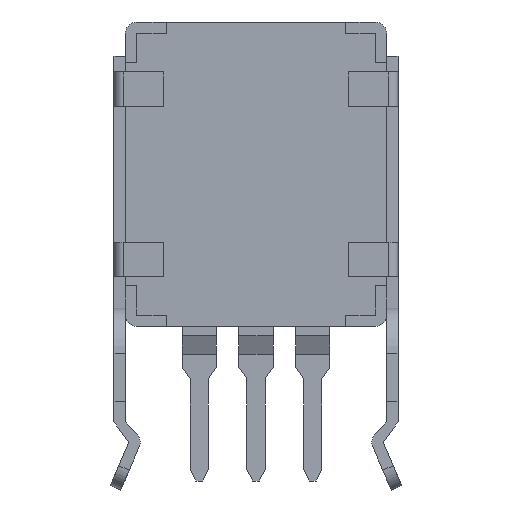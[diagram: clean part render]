
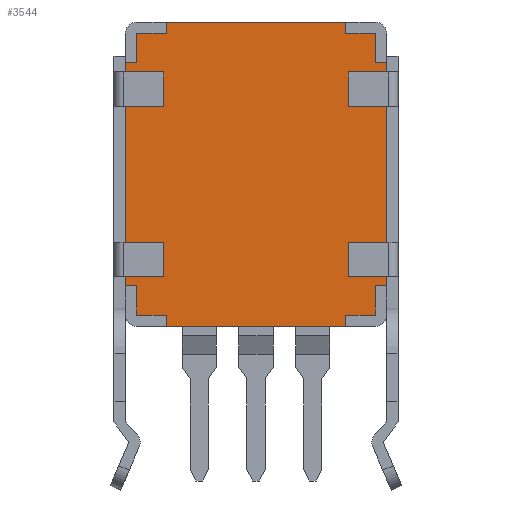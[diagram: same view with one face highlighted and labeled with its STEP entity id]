
A CAD part, front view. The second image highlights one B-rep face of the part: STEP entity #3544.
In plain terms, the highlighted planar face has unit normal (0, -1, 0).
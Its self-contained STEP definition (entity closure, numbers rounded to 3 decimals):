
#68=FACE_OUTER_BOUND('',#247,.T.);
#247=EDGE_LOOP('',(#2253,#2254,#2255,#2256,#2257,#2258,#2259,#2260,#2261,
#2262,#2263,#2264,#2265,#2266,#2267,#2268,#2269,#2270,#2271,#2272,#2273,
#2274,#2275,#2276,#2277,#2278,#2279,#2280,#2281,#2282,#2283,#2284,#2285,
#2286,#2287,#2288));
#506=LINE('',#4943,#935);
#509=LINE('',#4948,#938);
#511=LINE('',#4953,#940);
#517=LINE('',#4965,#946);
#521=LINE('',#4972,#950);
#526=LINE('',#4984,#955);
#528=LINE('',#4988,#957);
#529=LINE('',#4991,#958);
#535=LINE('',#5004,#964);
#536=LINE('',#5006,#965);
#537=LINE('',#5008,#966);
#538=LINE('',#5010,#967);
#539=LINE('',#5011,#968);
#540=LINE('',#5013,#969);
#541=LINE('',#5015,#970);
#542=LINE('',#5017,#971);
#543=LINE('',#5019,#972);
#544=LINE('',#5021,#973);
#545=LINE('',#5023,#974);
#546=LINE('',#5025,#975);
#547=LINE('',#5027,#976);
#548=LINE('',#5029,#977);
#549=LINE('',#5031,#978);
#550=LINE('',#5033,#979);
#551=LINE('',#5035,#980);
#552=LINE('',#5037,#981);
#553=LINE('',#5039,#982);
#554=LINE('',#5041,#983);
#555=LINE('',#5043,#984);
#556=LINE('',#5045,#985);
#557=LINE('',#5047,#986);
#558=LINE('',#5049,#987);
#559=LINE('',#5051,#988);
#560=LINE('',#5053,#989);
#561=LINE('',#5055,#990);
#562=LINE('',#5056,#991);
#935=VECTOR('',#4001,1.3);
#938=VECTOR('',#4006,0.5);
#940=VECTOR('',#4010,7.9);
#946=VECTOR('',#4018,0.5);
#950=VECTOR('',#4024,1.3);
#955=VECTOR('',#4035,1.3);
#957=VECTOR('',#4039,0.5);
#958=VECTOR('',#4042,0.4);
#964=VECTOR('',#4050,1.5);
#965=VECTOR('',#4051,1.7);
#966=VECTOR('',#4052,0.4);
#967=VECTOR('',#4053,0.5);
#968=VECTOR('',#4054,1.3);
#969=VECTOR('',#4055,1.7);
#970=VECTOR('',#4056,1.5);
#971=VECTOR('',#4057,1.7);
#972=VECTOR('',#4058,6.);
#973=VECTOR('',#4059,1.7);
#974=VECTOR('',#4060,1.5);
#975=VECTOR('',#4061,1.7);
#976=VECTOR('',#4062,0.4);
#977=VECTOR('',#4063,0.5);
#978=VECTOR('',#4064,1.3);
#979=VECTOR('',#4065,1.3);
#980=VECTOR('',#4066,0.5);
#981=VECTOR('',#4067,7.9);
#982=VECTOR('',#4068,0.5);
#983=VECTOR('',#4069,1.3);
#984=VECTOR('',#4070,1.3);
#985=VECTOR('',#4071,0.5);
#986=VECTOR('',#4072,0.4);
#987=VECTOR('',#4073,1.7);
#988=VECTOR('',#4074,1.5);
#989=VECTOR('',#4075,1.7);
#990=VECTOR('',#4076,6.);
#991=VECTOR('',#4077,1.7);
#1364=VERTEX_POINT('',#4940);
#1365=VERTEX_POINT('',#4942);
#1366=VERTEX_POINT('',#4946);
#1367=VERTEX_POINT('',#4950);
#1373=VERTEX_POINT('',#4963);
#1375=VERTEX_POINT('',#4970);
#1379=VERTEX_POINT('',#4982);
#1380=VERTEX_POINT('',#4986);
#1381=VERTEX_POINT('',#4990);
#1386=VERTEX_POINT('',#5002);
#1387=VERTEX_POINT('',#5003);
#1388=VERTEX_POINT('',#5005);
#1389=VERTEX_POINT('',#5007);
#1390=VERTEX_POINT('',#5009);
#1391=VERTEX_POINT('',#5012);
#1392=VERTEX_POINT('',#5014);
#1393=VERTEX_POINT('',#5016);
#1394=VERTEX_POINT('',#5018);
#1395=VERTEX_POINT('',#5020);
#1396=VERTEX_POINT('',#5022);
#1397=VERTEX_POINT('',#5024);
#1398=VERTEX_POINT('',#5026);
#1399=VERTEX_POINT('',#5028);
#1400=VERTEX_POINT('',#5030);
#1401=VERTEX_POINT('',#5032);
#1402=VERTEX_POINT('',#5034);
#1403=VERTEX_POINT('',#5036);
#1404=VERTEX_POINT('',#5038);
#1405=VERTEX_POINT('',#5040);
#1406=VERTEX_POINT('',#5042);
#1407=VERTEX_POINT('',#5044);
#1408=VERTEX_POINT('',#5046);
#1409=VERTEX_POINT('',#5048);
#1410=VERTEX_POINT('',#5050);
#1411=VERTEX_POINT('',#5052);
#1412=VERTEX_POINT('',#5054);
#1702=EDGE_CURVE('',#1364,#1365,#506,.T.);
#1705=EDGE_CURVE('',#1366,#1364,#509,.T.);
#1707=EDGE_CURVE('',#1366,#1367,#511,.T.);
#1713=EDGE_CURVE('',#1373,#1367,#517,.T.);
#1717=EDGE_CURVE('',#1375,#1373,#521,.T.);
#1723=EDGE_CURVE('',#1379,#1375,#526,.T.);
#1725=EDGE_CURVE('',#1380,#1379,#528,.T.);
#1726=EDGE_CURVE('',#1380,#1381,#529,.T.);
#1732=EDGE_CURVE('',#1386,#1387,#535,.T.);
#1733=EDGE_CURVE('',#1387,#1388,#536,.T.);
#1734=EDGE_CURVE('',#1388,#1389,#537,.T.);
#1735=EDGE_CURVE('',#1390,#1389,#538,.T.);
#1736=EDGE_CURVE('',#1365,#1390,#539,.T.);
#1737=EDGE_CURVE('',#1391,#1381,#540,.T.);
#1738=EDGE_CURVE('',#1391,#1392,#541,.T.);
#1739=EDGE_CURVE('',#1392,#1393,#542,.T.);
#1740=EDGE_CURVE('',#1393,#1394,#543,.T.);
#1741=EDGE_CURVE('',#1395,#1394,#544,.T.);
#1742=EDGE_CURVE('',#1395,#1396,#545,.T.);
#1743=EDGE_CURVE('',#1396,#1397,#546,.T.);
#1744=EDGE_CURVE('',#1397,#1398,#547,.T.);
#1745=EDGE_CURVE('',#1399,#1398,#548,.T.);
#1746=EDGE_CURVE('',#1400,#1399,#549,.T.);
#1747=EDGE_CURVE('',#1401,#1400,#550,.T.);
#1748=EDGE_CURVE('',#1402,#1401,#551,.T.);
#1749=EDGE_CURVE('',#1402,#1403,#552,.T.);
#1750=EDGE_CURVE('',#1404,#1403,#553,.T.);
#1751=EDGE_CURVE('',#1405,#1404,#554,.T.);
#1752=EDGE_CURVE('',#1406,#1405,#555,.T.);
#1753=EDGE_CURVE('',#1407,#1406,#556,.T.);
#1754=EDGE_CURVE('',#1407,#1408,#557,.T.);
#1755=EDGE_CURVE('',#1409,#1408,#558,.T.);
#1756=EDGE_CURVE('',#1409,#1410,#559,.T.);
#1757=EDGE_CURVE('',#1410,#1411,#560,.T.);
#1758=EDGE_CURVE('',#1411,#1412,#561,.T.);
#1759=EDGE_CURVE('',#1386,#1412,#562,.T.);
#2253=ORIENTED_EDGE('',*,*,#1732,.T.);
#2254=ORIENTED_EDGE('',*,*,#1733,.T.);
#2255=ORIENTED_EDGE('',*,*,#1734,.T.);
#2256=ORIENTED_EDGE('',*,*,#1735,.F.);
#2257=ORIENTED_EDGE('',*,*,#1736,.F.);
#2258=ORIENTED_EDGE('',*,*,#1702,.F.);
#2259=ORIENTED_EDGE('',*,*,#1705,.F.);
#2260=ORIENTED_EDGE('',*,*,#1707,.T.);
#2261=ORIENTED_EDGE('',*,*,#1713,.F.);
#2262=ORIENTED_EDGE('',*,*,#1717,.F.);
#2263=ORIENTED_EDGE('',*,*,#1723,.F.);
#2264=ORIENTED_EDGE('',*,*,#1725,.F.);
#2265=ORIENTED_EDGE('',*,*,#1726,.T.);
#2266=ORIENTED_EDGE('',*,*,#1737,.F.);
#2267=ORIENTED_EDGE('',*,*,#1738,.T.);
#2268=ORIENTED_EDGE('',*,*,#1739,.T.);
#2269=ORIENTED_EDGE('',*,*,#1740,.T.);
#2270=ORIENTED_EDGE('',*,*,#1741,.F.);
#2271=ORIENTED_EDGE('',*,*,#1742,.T.);
#2272=ORIENTED_EDGE('',*,*,#1743,.T.);
#2273=ORIENTED_EDGE('',*,*,#1744,.T.);
#2274=ORIENTED_EDGE('',*,*,#1745,.F.);
#2275=ORIENTED_EDGE('',*,*,#1746,.F.);
#2276=ORIENTED_EDGE('',*,*,#1747,.F.);
#2277=ORIENTED_EDGE('',*,*,#1748,.F.);
#2278=ORIENTED_EDGE('',*,*,#1749,.T.);
#2279=ORIENTED_EDGE('',*,*,#1750,.F.);
#2280=ORIENTED_EDGE('',*,*,#1751,.F.);
#2281=ORIENTED_EDGE('',*,*,#1752,.F.);
#2282=ORIENTED_EDGE('',*,*,#1753,.F.);
#2283=ORIENTED_EDGE('',*,*,#1754,.T.);
#2284=ORIENTED_EDGE('',*,*,#1755,.F.);
#2285=ORIENTED_EDGE('',*,*,#1756,.T.);
#2286=ORIENTED_EDGE('',*,*,#1757,.T.);
#2287=ORIENTED_EDGE('',*,*,#1758,.T.);
#2288=ORIENTED_EDGE('',*,*,#1759,.F.);
#3219=PLANE('',#3745);
#3544=ADVANCED_FACE('',(#68),#3219,.T.);
#3745=AXIS2_PLACEMENT_3D('',#5001,#4048,#4049);
#4001=DIRECTION('',(1.,0.,0.));
#4006=DIRECTION('',(0.,0.,-1.));
#4010=DIRECTION('',(-1.,0.,0.));
#4018=DIRECTION('',(0.,0.,1.));
#4024=DIRECTION('',(1.,0.,0.));
#4035=DIRECTION('',(0.,0.,1.));
#4039=DIRECTION('',(1.,0.,0.));
#4042=DIRECTION('',(0.,0.,-1.));
#4048=DIRECTION('center_axis',(0.,-1.,0.));
#4049=DIRECTION('ref_axis',(1.,0.,0.));
#4050=DIRECTION('',(0.,0.,1.));
#4051=DIRECTION('',(1.,0.,0.));
#4052=DIRECTION('',(0.,0.,1.));
#4053=DIRECTION('',(1.,0.,0.));
#4054=DIRECTION('',(0.,0.,-1.));
#4055=DIRECTION('',(-1.,0.,0.));
#4056=DIRECTION('',(0.,0.,-1.));
#4057=DIRECTION('',(-1.,0.,0.));
#4058=DIRECTION('',(0.,0.,-1.));
#4059=DIRECTION('',(-1.,0.,0.));
#4060=DIRECTION('',(0.,0.,-1.));
#4061=DIRECTION('',(-1.,0.,0.));
#4062=DIRECTION('',(0.,0.,-1.));
#4063=DIRECTION('',(-1.,0.,0.));
#4064=DIRECTION('',(0.,0.,1.));
#4065=DIRECTION('',(-1.,0.,0.));
#4066=DIRECTION('',(0.,0.,1.));
#4067=DIRECTION('',(1.,0.,0.));
#4068=DIRECTION('',(0.,0.,-1.));
#4069=DIRECTION('',(-1.,0.,0.));
#4070=DIRECTION('',(0.,0.,-1.));
#4071=DIRECTION('',(-1.,0.,0.));
#4072=DIRECTION('',(0.,0.,1.));
#4073=DIRECTION('',(1.,0.,0.));
#4074=DIRECTION('',(0.,0.,1.));
#4075=DIRECTION('',(1.,0.,0.));
#4076=DIRECTION('',(0.,0.,1.));
#4077=DIRECTION('',(1.,0.,0.));
#4940=CARTESIAN_POINT('',(3.95,1.3,6.2));
#4942=CARTESIAN_POINT('',(5.25,1.3,6.2));
#4943=CARTESIAN_POINT('',(3.95,1.3,6.2));
#4946=CARTESIAN_POINT('',(3.95,1.3,6.7));
#4948=CARTESIAN_POINT('',(3.95,1.3,6.7));
#4950=CARTESIAN_POINT('',(-3.95,1.3,6.7));
#4953=CARTESIAN_POINT('',(3.95,1.3,6.7));
#4963=CARTESIAN_POINT('',(-3.95,1.3,6.2));
#4965=CARTESIAN_POINT('',(-3.95,1.3,6.2));
#4970=CARTESIAN_POINT('',(-5.25,1.3,6.2));
#4972=CARTESIAN_POINT('',(-5.25,1.3,6.2));
#4982=CARTESIAN_POINT('',(-5.25,1.3,4.9));
#4984=CARTESIAN_POINT('',(-5.25,1.3,4.9));
#4986=CARTESIAN_POINT('',(-5.75,1.3,4.9));
#4988=CARTESIAN_POINT('',(-5.75,1.3,4.9));
#4990=CARTESIAN_POINT('',(-5.75,1.3,4.5));
#4991=CARTESIAN_POINT('',(-5.75,1.3,4.9));
#5001=CARTESIAN_POINT('Origin',(0.,1.3,0.));
#5002=CARTESIAN_POINT('',(4.05,1.3,3.));
#5003=CARTESIAN_POINT('',(4.05,1.3,4.5));
#5004=CARTESIAN_POINT('',(4.05,1.3,3.));
#5005=CARTESIAN_POINT('',(5.75,1.3,4.5));
#5006=CARTESIAN_POINT('',(4.05,1.3,4.5));
#5007=CARTESIAN_POINT('',(5.75,1.3,4.9));
#5008=CARTESIAN_POINT('',(5.75,1.3,4.5));
#5009=CARTESIAN_POINT('',(5.25,1.3,4.9));
#5010=CARTESIAN_POINT('',(5.25,1.3,4.9));
#5011=CARTESIAN_POINT('',(5.25,1.3,6.2));
#5012=CARTESIAN_POINT('',(-4.05,1.3,4.5));
#5013=CARTESIAN_POINT('',(-4.05,1.3,4.5));
#5014=CARTESIAN_POINT('',(-4.05,1.3,3.));
#5015=CARTESIAN_POINT('',(-4.05,1.3,4.5));
#5016=CARTESIAN_POINT('',(-5.75,1.3,3.));
#5017=CARTESIAN_POINT('',(-4.05,1.3,3.));
#5018=CARTESIAN_POINT('',(-5.75,1.3,-3.));
#5019=CARTESIAN_POINT('',(-5.75,1.3,3.));
#5020=CARTESIAN_POINT('',(-4.05,1.3,-3.));
#5021=CARTESIAN_POINT('',(-4.05,1.3,-3.));
#5022=CARTESIAN_POINT('',(-4.05,1.3,-4.5));
#5023=CARTESIAN_POINT('',(-4.05,1.3,-3.));
#5024=CARTESIAN_POINT('',(-5.75,1.3,-4.5));
#5025=CARTESIAN_POINT('',(-4.05,1.3,-4.5));
#5026=CARTESIAN_POINT('',(-5.75,1.3,-4.9));
#5027=CARTESIAN_POINT('',(-5.75,1.3,-4.5));
#5028=CARTESIAN_POINT('',(-5.25,1.3,-4.9));
#5029=CARTESIAN_POINT('',(-5.25,1.3,-4.9));
#5030=CARTESIAN_POINT('',(-5.25,1.3,-6.2));
#5031=CARTESIAN_POINT('',(-5.25,1.3,-6.2));
#5032=CARTESIAN_POINT('',(-3.95,1.3,-6.2));
#5033=CARTESIAN_POINT('',(-3.95,1.3,-6.2));
#5034=CARTESIAN_POINT('',(-3.95,1.3,-6.7));
#5035=CARTESIAN_POINT('',(-3.95,1.3,-6.7));
#5036=CARTESIAN_POINT('',(3.95,1.3,-6.7));
#5037=CARTESIAN_POINT('',(-3.95,1.3,-6.7));
#5038=CARTESIAN_POINT('',(3.95,1.3,-6.2));
#5039=CARTESIAN_POINT('',(3.95,1.3,-6.2));
#5040=CARTESIAN_POINT('',(5.25,1.3,-6.2));
#5041=CARTESIAN_POINT('',(5.25,1.3,-6.2));
#5042=CARTESIAN_POINT('',(5.25,1.3,-4.9));
#5043=CARTESIAN_POINT('',(5.25,1.3,-4.9));
#5044=CARTESIAN_POINT('',(5.75,1.3,-4.9));
#5045=CARTESIAN_POINT('',(5.75,1.3,-4.9));
#5046=CARTESIAN_POINT('',(5.75,1.3,-4.5));
#5047=CARTESIAN_POINT('',(5.75,1.3,-4.9));
#5048=CARTESIAN_POINT('',(4.05,1.3,-4.5));
#5049=CARTESIAN_POINT('',(4.05,1.3,-4.5));
#5050=CARTESIAN_POINT('',(4.05,1.3,-3.));
#5051=CARTESIAN_POINT('',(4.05,1.3,-4.5));
#5052=CARTESIAN_POINT('',(5.75,1.3,-3.));
#5053=CARTESIAN_POINT('',(4.05,1.3,-3.));
#5054=CARTESIAN_POINT('',(5.75,1.3,3.));
#5055=CARTESIAN_POINT('',(5.75,1.3,-3.));
#5056=CARTESIAN_POINT('',(4.05,1.3,3.));
